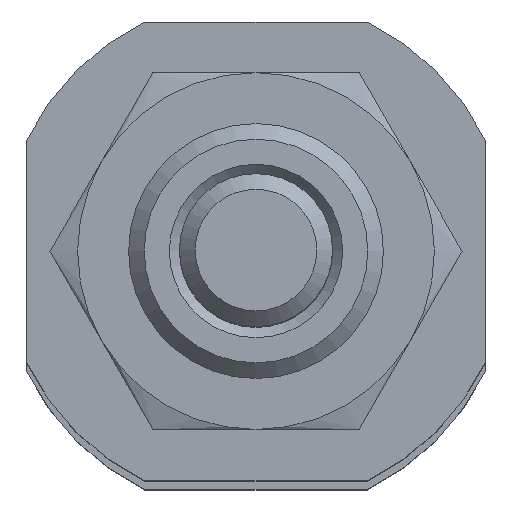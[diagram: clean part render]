
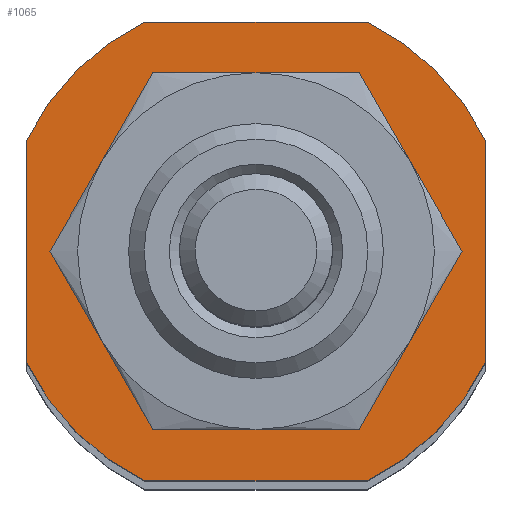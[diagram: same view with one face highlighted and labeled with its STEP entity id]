
A CAD part, top view. The second image highlights one B-rep face of the part: STEP entity #1065.
In plain terms, the highlighted planar face has unit normal (0, 0, 1).
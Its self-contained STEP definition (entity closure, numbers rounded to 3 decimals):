
#66=LINE('',#1698,#110);
#67=LINE('',#1703,#111);
#68=LINE('',#1707,#112);
#69=LINE('',#1711,#113);
#110=VECTOR('',#1337,1000.);
#111=VECTOR('',#1340,1000.);
#112=VECTOR('',#1343,1000.);
#113=VECTOR('',#1346,1000.);
#154=PLANE('',#1182);
#186=CIRCLE('',#1183,10.);
#187=CIRCLE('',#1184,10.);
#188=CIRCLE('',#1185,10.);
#189=CIRCLE('',#1186,10.);
#190=CIRCLE('',#1187,5.);
#252=ORIENTED_EDGE('',*,*,#536,.T.);
#253=ORIENTED_EDGE('',*,*,#537,.F.);
#254=ORIENTED_EDGE('',*,*,#538,.T.);
#255=ORIENTED_EDGE('',*,*,#539,.F.);
#256=ORIENTED_EDGE('',*,*,#540,.T.);
#257=ORIENTED_EDGE('',*,*,#541,.F.);
#258=ORIENTED_EDGE('',*,*,#542,.T.);
#259=ORIENTED_EDGE('',*,*,#543,.F.);
#260=ORIENTED_EDGE('',*,*,#544,.T.);
#536=EDGE_CURVE('',#678,#679,#66,.T.);
#537=EDGE_CURVE('',#680,#679,#186,.T.);
#538=EDGE_CURVE('',#680,#681,#67,.T.);
#539=EDGE_CURVE('',#682,#681,#187,.T.);
#540=EDGE_CURVE('',#682,#683,#68,.T.);
#541=EDGE_CURVE('',#684,#683,#188,.T.);
#542=EDGE_CURVE('',#684,#685,#69,.T.);
#543=EDGE_CURVE('',#678,#685,#189,.T.);
#544=EDGE_CURVE('',#686,#686,#190,.T.);
#678=VERTEX_POINT('',#1699);
#679=VERTEX_POINT('',#1700);
#680=VERTEX_POINT('',#1702);
#681=VERTEX_POINT('',#1704);
#682=VERTEX_POINT('',#1706);
#683=VERTEX_POINT('',#1708);
#684=VERTEX_POINT('',#1710);
#685=VERTEX_POINT('',#1712);
#686=VERTEX_POINT('',#1715);
#812=EDGE_LOOP('',(#252,#253,#254,#255,#256,#257,#258,#259));
#813=EDGE_LOOP('',(#260));
#928=FACE_BOUND('',#812,.T.);
#929=FACE_BOUND('',#813,.T.);
#1065=ADVANCED_FACE('',(#928,#929),#154,.F.);
#1182=AXIS2_PLACEMENT_3D('',#1697,#1335,#1336);
#1183=AXIS2_PLACEMENT_3D('',#1701,#1338,#1339);
#1184=AXIS2_PLACEMENT_3D('',#1705,#1341,#1342);
#1185=AXIS2_PLACEMENT_3D('',#1709,#1344,#1345);
#1186=AXIS2_PLACEMENT_3D('',#1713,#1347,#1348);
#1187=AXIS2_PLACEMENT_3D('',#1714,#1349,#1350);
#1335=DIRECTION('',(0.,0.,-1.));
#1336=DIRECTION('',(-1.,0.,0.));
#1337=DIRECTION('',(-1.,0.,0.));
#1338=DIRECTION('',(0.,0.,-1.));
#1339=DIRECTION('',(-1.,0.,0.));
#1340=DIRECTION('',(0.,-1.,0.));
#1341=DIRECTION('',(0.,0.,-1.));
#1342=DIRECTION('',(-1.,0.,0.));
#1343=DIRECTION('',(1.,0.,0.));
#1344=DIRECTION('',(0.,0.,-1.));
#1345=DIRECTION('',(-1.,0.,0.));
#1346=DIRECTION('',(0.,1.,0.));
#1347=DIRECTION('',(0.,0.,-1.));
#1348=DIRECTION('',(-1.,0.,0.));
#1349=DIRECTION('',(0.,0.,-1.));
#1350=DIRECTION('',(-1.,0.,0.));
#1697=CARTESIAN_POINT('',(0.,0.,0.));
#1698=CARTESIAN_POINT('',(9.,9.,0.));
#1699=CARTESIAN_POINT('',(4.359,9.,0.));
#1700=CARTESIAN_POINT('',(-4.359,9.,0.));
#1701=CARTESIAN_POINT('',(0.,0.,0.));
#1702=CARTESIAN_POINT('',(-9.,4.359,0.));
#1703=CARTESIAN_POINT('',(-9.,9.,0.));
#1704=CARTESIAN_POINT('',(-9.,-4.359,0.));
#1705=CARTESIAN_POINT('',(0.,0.,0.));
#1706=CARTESIAN_POINT('',(-4.359,-9.,0.));
#1707=CARTESIAN_POINT('',(-9.,-9.,0.));
#1708=CARTESIAN_POINT('',(4.359,-9.,0.));
#1709=CARTESIAN_POINT('',(0.,0.,0.));
#1710=CARTESIAN_POINT('',(9.,-4.359,0.));
#1711=CARTESIAN_POINT('',(9.,-9.,0.));
#1712=CARTESIAN_POINT('',(9.,4.359,0.));
#1713=CARTESIAN_POINT('',(0.,0.,0.));
#1714=CARTESIAN_POINT('',(0.,0.,0.));
#1715=CARTESIAN_POINT('',(-5.,0.,0.));
